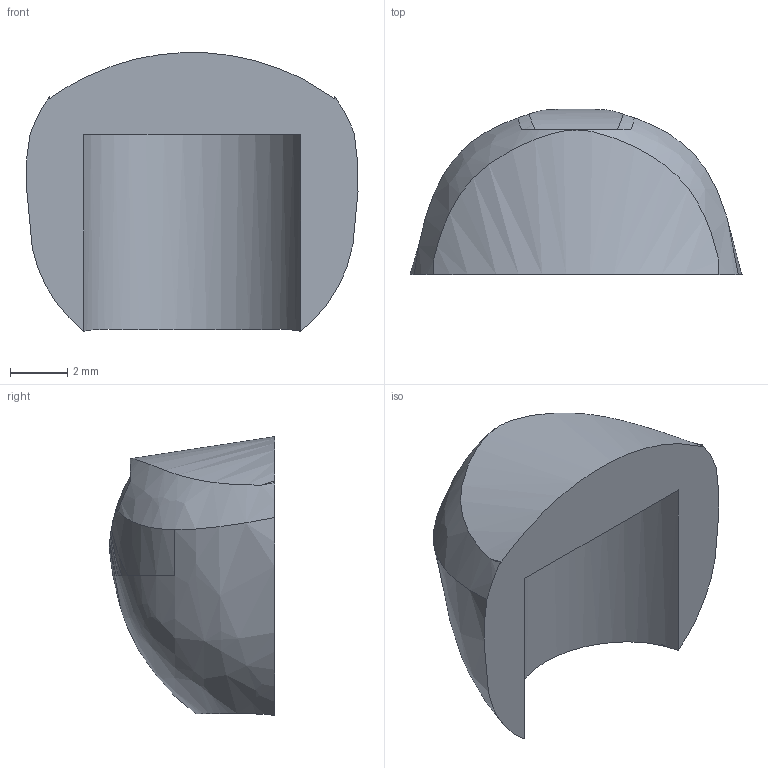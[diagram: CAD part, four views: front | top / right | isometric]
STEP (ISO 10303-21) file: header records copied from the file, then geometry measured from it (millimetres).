
FILE_DESCRIPTION (( 'STEP AP203' ), '1' );
FILE_NAME ('DP - D Tip.STEP', '2017-08-02T03:21:05', ( '' ), ( '' ), 'SwSTEP 2.0', 'SolidWorks 2016', '' );
FILE_SCHEMA (( 'CONFIG_CONTROL_DESIGN' ));
Length unit declared in the file: millimetre
Products named in the file (1): DP - D Tip
Bounding box: 11.63 x 5.79 x 9.76 mm (x, y, z)
Volume: 275 mm3; surface area: 323.1 mm2
Topology: 1 solids, 1 shells, 24 faces, 71 edges, 50 vertices
Faces by surface type: bspline 14, plane 7, cylinder 3
Entity records: 2373 total; most frequent: CARTESIAN_POINT 1809, ORIENTED_EDGE 142, EDGE_CURVE 71, B_SPLINE_CURVE_WITH_KNOTS 61, VERTEX_POINT 50, DIRECTION 33, EDGE_LOOP 25, ADVANCED_FACE 24
